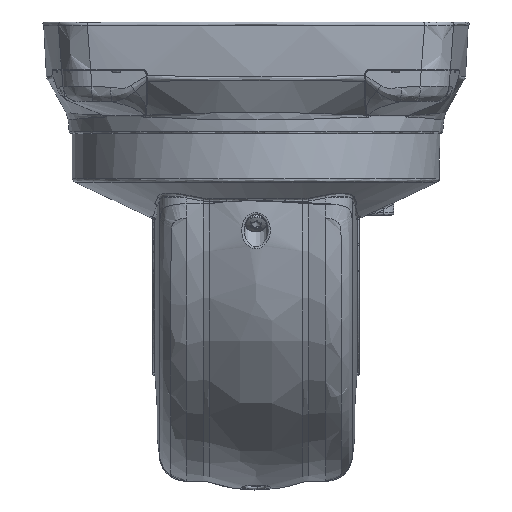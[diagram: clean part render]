
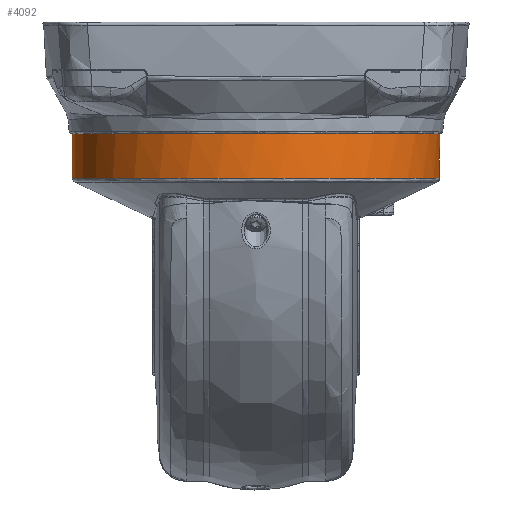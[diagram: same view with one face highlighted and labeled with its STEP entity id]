
A CAD part, front view. The second image highlights one B-rep face of the part: STEP entity #4092.
In plain terms, the highlighted cylindrical face has radius 84 mm (diameter 168 mm), a full revolution.
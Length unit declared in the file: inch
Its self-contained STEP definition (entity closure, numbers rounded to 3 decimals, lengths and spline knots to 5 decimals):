
#1735 = ORIENTED_EDGE ( 'NONE', *, *, #39639, .T. ) ;
#1798 = CARTESIAN_POINT ( 'NONE',  ( -0.98038, 0.84197, 4.25098 ) ) ;
#2728 = DIRECTION ( 'NONE',  ( -1., 0., 0. ) ) ;
#3839 = AXIS2_PLACEMENT_3D ( 'NONE', #76686, #49013, #16761 ) ;
#4092 = ADVANCED_FACE ( 'NONE', ( #77833, #63122 ), #16597, .T. ) ;
#4749 = CARTESIAN_POINT ( 'NONE',  ( 0.97223, 0.84197, 4.25397 ) ) ;
#6743 = CIRCLE ( 'NONE', #3839, 3.30709 ) ;
#9427 = EDGE_LOOP ( 'NONE', ( #76747, #1735, #12043, #37582 ) ) ;
#11714 = CARTESIAN_POINT ( 'NONE',  ( 0.00077, 0.03594, 1.09279 ) ) ;
#12043 = ORIENTED_EDGE ( 'NONE', *, *, #60139, .F. ) ;
#14657 = CARTESIAN_POINT ( 'NONE',  ( -0.97068, 0.84197, 4.25397 ) ) ;
#14790 = EDGE_CURVE ( 'NONE', #35776, #77832, #6743, .T. ) ;
#15613 = AXIS2_PLACEMENT_3D ( 'NONE', #50598, #70668, #2728 ) ;
#16597 = CYLINDRICAL_SURFACE ( 'NONE', #15613, 3.30709 ) ;
#16761 = DIRECTION ( 'NONE',  ( -1., 0., 0. ) ) ;
#20503 = ORIENTED_EDGE ( 'NONE', *, *, #24828, .T. ) ;
#20694 = CARTESIAN_POINT ( 'NONE',  ( 0.98193, 0.84197, 4.25098 ) ) ;
#22020 = CARTESIAN_POINT ( 'NONE',  ( 0.98677, 0.84197, 4.24947 ) ) ;
#22235 = CIRCLE ( 'NONE', #53624, 3.30709 ) ;
#23575 = DIRECTION ( 'NONE',  ( -1., 0., 0. ) ) ;
#24828 = EDGE_CURVE ( 'NONE', #86401, #86401, #22235, .T. ) ;
#25751 = CARTESIAN_POINT ( 'NONE',  ( -0.98523, 0.84197, 4.24947 ) ) ;
#26452 = CIRCLE ( 'NONE', #76425, 3.30709 ) ;
#28791 = CARTESIAN_POINT ( 'NONE',  ( 0.98677, 0.84197, 4.24947 ) ) ;
#29529 = CARTESIAN_POINT ( 'NONE',  ( -0.98523, 0.84197, 4.24947 ) ) ;
#29967 = CARTESIAN_POINT ( 'NONE',  ( -0.97553, 0.84197, 4.25248 ) ) ;
#32691 = VERTEX_POINT ( 'NONE', #28791 ) ;
#34560 = VERTEX_POINT ( 'NONE', #25751 ) ;
#35755 = EDGE_LOOP ( 'NONE', ( #20503 ) ) ;
#35776 = VERTEX_POINT ( 'NONE', #4749 ) ;
#37443 = DIRECTION ( 'NONE',  ( 0., -1., 0. ) ) ;
#37582 = ORIENTED_EDGE ( 'NONE', *, *, #14790, .T. ) ;
#39639 = EDGE_CURVE ( 'NONE', #34560, #32691, #26452, .T. ) ;
#40319 = DIRECTION ( 'NONE',  ( 0., 1., 0. ) ) ;
#49013 = DIRECTION ( 'NONE',  ( 0., -1., 0. ) ) ;
#50598 = CARTESIAN_POINT ( 'NONE',  ( 0.00077, 0.89212, 1.09279 ) ) ;
#53624 = AXIS2_PLACEMENT_3D ( 'NONE', #11714, #40319, #72945 ) ;
#53640 = B_SPLINE_CURVE_WITH_KNOTS ( 'NONE', 3,
 ( #29529, #1798, #29967, #64377 ),
 .UNSPECIFIED., .F., .F.,
 ( 4, 4 ),
 ( 0., 1. ),
 .UNSPECIFIED. ) ;
#53858 = EDGE_CURVE ( 'NONE', #34560, #77832, #53640, .T. ) ;
#55995 = CARTESIAN_POINT ( 'NONE',  ( 0.97223, 0.84197, 4.25397 ) ) ;
#60139 = EDGE_CURVE ( 'NONE', #35776, #32691, #77768, .T. ) ;
#63122 = FACE_OUTER_BOUND ( 'NONE', #35755, .T. ) ;
#64377 = CARTESIAN_POINT ( 'NONE',  ( -0.97068, 0.84197, 4.25397 ) ) ;
#70668 = DIRECTION ( 'NONE',  ( 0., -1., 0. ) ) ;
#72945 = DIRECTION ( 'NONE',  ( -1., 0., 0. ) ) ;
#76425 = AXIS2_PLACEMENT_3D ( 'NONE', #83923, #37443, #23575 ) ;
#76686 = CARTESIAN_POINT ( 'NONE',  ( 0.00077, 0.84197, 1.09279 ) ) ;
#76747 = ORIENTED_EDGE ( 'NONE', *, *, #53858, .F. ) ;
#77768 = B_SPLINE_CURVE_WITH_KNOTS ( 'NONE', 3,
 ( #55995, #83238, #20694, #22020 ),
 .UNSPECIFIED., .F., .F.,
 ( 4, 4 ),
 ( 0., 1. ),
 .UNSPECIFIED. ) ;
#77832 = VERTEX_POINT ( 'NONE', #14657 ) ;
#77833 = FACE_OUTER_BOUND ( 'NONE', #9427, .T. ) ;
#83238 = CARTESIAN_POINT ( 'NONE',  ( 0.97708, 0.84197, 4.25248 ) ) ;
#83923 = CARTESIAN_POINT ( 'NONE',  ( 0.00077, 0.84197, 1.09279 ) ) ;
#85971 = CARTESIAN_POINT ( 'NONE',  ( -3.30631, 0.03594, 1.09279 ) ) ;
#86401 = VERTEX_POINT ( 'NONE', #85971 ) ;
